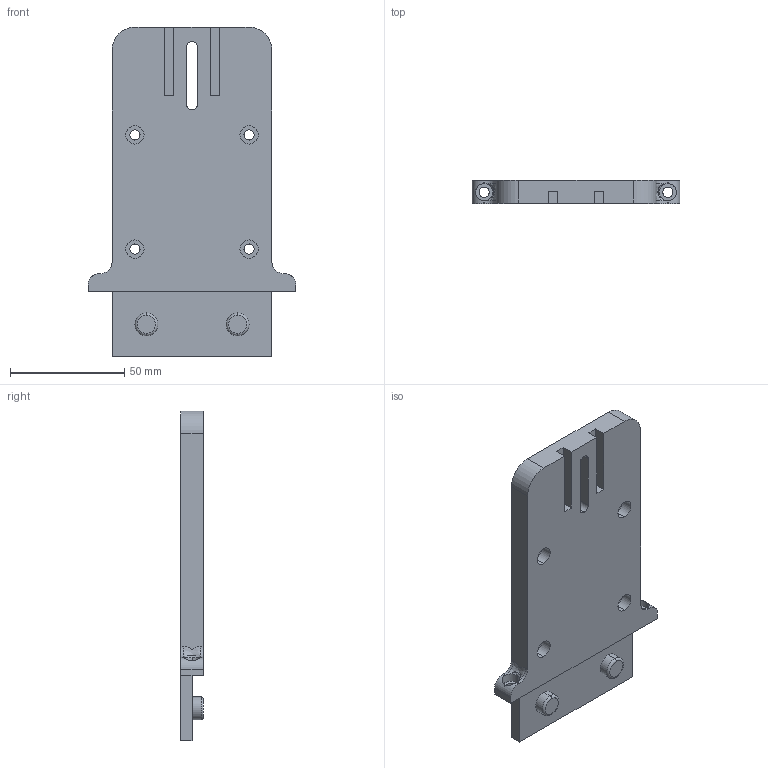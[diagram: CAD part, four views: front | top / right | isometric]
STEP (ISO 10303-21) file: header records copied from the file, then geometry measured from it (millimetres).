
FILE_DESCRIPTION (( 'STEP AP203' ), '1' );
FILE_NAME ('BackClip.step', '2019-02-16T17:58:48', ( '' ), ( '' ), 'SwSTEP 2.0', 'SolidWorks 2018', '' );
FILE_SCHEMA (( 'CONFIG_CONTROL_DESIGN' ));
Length unit declared in the file: millimetre
Products named in the file (1): BackClip
Bounding box: 91 x 10 x 144.5 mm (x, y, z)
Volume: 87889.5 mm3; surface area: 26957.9 mm2
Topology: 1 solids, 1 shells, 84 faces, 217 edges, 142 vertices
Faces by surface type: cylinder 39, plane 39, torus 4, bspline 2
Entity records: 3116 total; most frequent: CARTESIAN_POINT 888, DIRECTION 467, ORIENTED_EDGE 434, EDGE_CURVE 217, AXIS2_PLACEMENT_3D 173, VERTEX_POINT 142, VECTOR 121, LINE 121
